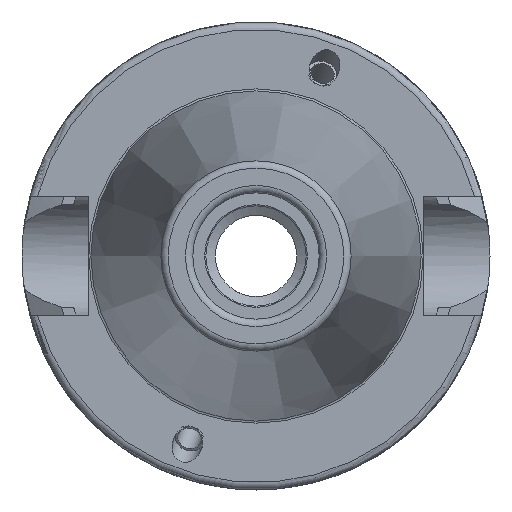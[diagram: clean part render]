
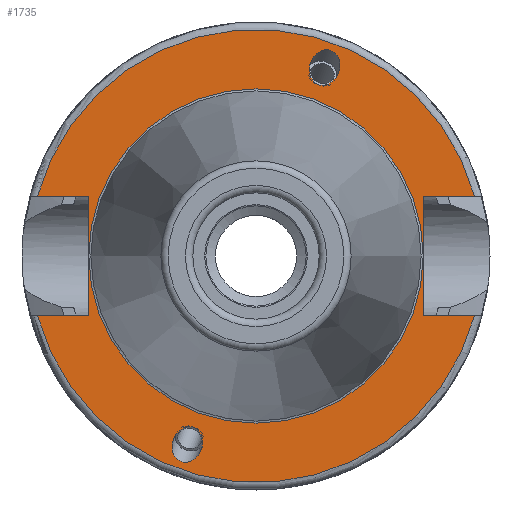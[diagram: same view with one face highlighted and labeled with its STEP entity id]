
A CAD part, left-side view. The second image highlights one B-rep face of the part: STEP entity #1735.
In plain terms, the highlighted planar face has unit normal (-1, 0, 0).
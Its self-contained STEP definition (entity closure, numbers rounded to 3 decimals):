
#27=ELLIPSE('',#1905,2.442,2.);
#36=ELLIPSE('',#1933,2.442,2.);
#55=PLANE('',#2010);
#90=FACE_BOUND('',#336,.T.);
#91=FACE_BOUND('',#337,.T.);
#92=FACE_BOUND('',#338,.T.);
#232=FACE_OUTER_BOUND('',#335,.T.);
#335=EDGE_LOOP('',(#1589,#1590,#1591,#1592,#1593,#1594,#1595,#1596));
#336=EDGE_LOOP('',(#1597));
#337=EDGE_LOOP('',(#1598));
#338=EDGE_LOOP('',(#1599,#1600));
#387=LINE('',#3166,#457);
#391=LINE('',#3174,#461);
#394=LINE('',#3194,#464);
#405=LINE('',#3296,#475);
#408=LINE('',#3317,#478);
#410=LINE('',#3320,#480);
#457=VECTOR('',#2425,10.);
#461=VECTOR('',#2431,10.);
#464=VECTOR('',#2436,10.);
#475=VECTOR('',#2493,10.);
#478=VECTOR('',#2498,10.);
#480=VECTOR('',#2502,10.);
#603=CIRCLE('',#1963,30.5);
#632=CIRCLE('',#2008,22.5);
#633=CIRCLE('',#2009,22.5);
#634=CIRCLE('',#2011,30.5);
#732=VERTEX_POINT('',#2986);
#752=VERTEX_POINT('',#3077);
#771=VERTEX_POINT('',#3154);
#772=VERTEX_POINT('',#3165);
#774=VERTEX_POINT('',#3171);
#775=VERTEX_POINT('',#3173);
#791=VERTEX_POINT('',#3256);
#798=VERTEX_POINT('',#3293);
#799=VERTEX_POINT('',#3295);
#803=VERTEX_POINT('',#3316);
#827=VERTEX_POINT('',#3388);
#828=VERTEX_POINT('',#3390);
#958=EDGE_CURVE('',#732,#732,#27,.T.);
#986=EDGE_CURVE('',#752,#752,#36,.T.);
#1008=EDGE_CURVE('',#772,#771,#387,.T.);
#1012=EDGE_CURVE('',#775,#774,#391,.T.);
#1017=EDGE_CURVE('',#774,#772,#394,.T.);
#1038=EDGE_CURVE('',#775,#791,#603,.T.);
#1048=EDGE_CURVE('',#799,#798,#405,.T.);
#1053=EDGE_CURVE('',#803,#791,#408,.T.);
#1055=EDGE_CURVE('',#798,#803,#410,.T.);
#1089=EDGE_CURVE('',#828,#827,#632,.T.);
#1090=EDGE_CURVE('',#827,#828,#633,.T.);
#1091=EDGE_CURVE('',#799,#771,#634,.T.);
#1589=ORIENTED_EDGE('',*,*,#1008,.T.);
#1590=ORIENTED_EDGE('',*,*,#1091,.F.);
#1591=ORIENTED_EDGE('',*,*,#1048,.T.);
#1592=ORIENTED_EDGE('',*,*,#1055,.T.);
#1593=ORIENTED_EDGE('',*,*,#1053,.T.);
#1594=ORIENTED_EDGE('',*,*,#1038,.F.);
#1595=ORIENTED_EDGE('',*,*,#1012,.T.);
#1596=ORIENTED_EDGE('',*,*,#1017,.T.);
#1597=ORIENTED_EDGE('',*,*,#958,.T.);
#1598=ORIENTED_EDGE('',*,*,#986,.T.);
#1599=ORIENTED_EDGE('',*,*,#1089,.T.);
#1600=ORIENTED_EDGE('',*,*,#1090,.T.);
#1735=ADVANCED_FACE('',(#232,#90,#91,#92),#55,.T.);
#1905=AXIS2_PLACEMENT_3D('',#2988,#2335,#2336);
#1933=AXIS2_PLACEMENT_3D('',#3079,#2398,#2399);
#1963=AXIS2_PLACEMENT_3D('',#3257,#2480,#2481);
#2008=AXIS2_PLACEMENT_3D('',#3391,#2587,#2588);
#2009=AXIS2_PLACEMENT_3D('',#3392,#2589,#2590);
#2010=AXIS2_PLACEMENT_3D('',#3393,#2591,#2592);
#2011=AXIS2_PLACEMENT_3D('',#3394,#2593,#2594);
#2335=DIRECTION('center_axis',(1.,0.,0.));
#2336=DIRECTION('ref_axis',(0.,-0.342,0.94));
#2398=DIRECTION('center_axis',(1.,0.,0.));
#2399=DIRECTION('ref_axis',(0.,0.342,-0.94));
#2425=DIRECTION('',(0.,-1.,0.));
#2431=DIRECTION('',(0.,1.,0.));
#2436=DIRECTION('',(0.,0.,1.));
#2480=DIRECTION('center_axis',(1.,0.,0.));
#2481=DIRECTION('ref_axis',(0.,0.,-1.));
#2493=DIRECTION('',(0.,-1.,0.));
#2498=DIRECTION('',(0.,1.,0.));
#2502=DIRECTION('',(0.,0.,-1.));
#2587=DIRECTION('center_axis',(1.,0.,0.));
#2588=DIRECTION('ref_axis',(0.,0.,-1.));
#2589=DIRECTION('center_axis',(1.,0.,0.));
#2590=DIRECTION('ref_axis',(0.,0.,-1.));
#2591=DIRECTION('center_axis',(-1.,0.,0.));
#2592=DIRECTION('ref_axis',(0.,0.,1.));
#2593=DIRECTION('center_axis',(1.,0.,0.));
#2594=DIRECTION('ref_axis',(0.,0.,-1.));
#2986=CARTESIAN_POINT('',(2.,-8.399,23.077));
#2988=CARTESIAN_POINT('Origin',(2.,-9.235,25.372));
#3077=CARTESIAN_POINT('',(2.,8.399,-23.077));
#3079=CARTESIAN_POINT('Origin',(2.,9.235,-25.372));
#3154=CARTESIAN_POINT('',(2.,-29.418,8.05));
#3165=CARTESIAN_POINT('',(2.,-22.6,8.05));
#3166=CARTESIAN_POINT('',(2.,3.95,8.05));
#3171=CARTESIAN_POINT('',(2.,-22.6,-8.05));
#3173=CARTESIAN_POINT('',(2.,-29.418,-8.05));
#3174=CARTESIAN_POINT('',(2.,3.95,-8.05));
#3194=CARTESIAN_POINT('',(2.,-22.6,0.));
#3256=CARTESIAN_POINT('',(2.,29.418,-8.05));
#3257=CARTESIAN_POINT('Origin',(2.,0.,0.));
#3293=CARTESIAN_POINT('',(2.,22.6,8.05));
#3295=CARTESIAN_POINT('',(2.,29.418,8.05));
#3296=CARTESIAN_POINT('',(2.,26.55,8.05));
#3316=CARTESIAN_POINT('',(2.,22.6,-8.05));
#3317=CARTESIAN_POINT('',(2.,26.55,-8.05));
#3320=CARTESIAN_POINT('',(2.,22.6,0.));
#3388=CARTESIAN_POINT('',(2.,0.,22.5));
#3390=CARTESIAN_POINT('',(2.,22.5,0.));
#3391=CARTESIAN_POINT('Origin',(2.,0.,0.));
#3392=CARTESIAN_POINT('Origin',(2.,0.,0.));
#3393=CARTESIAN_POINT('Origin',(2.,30.5,0.));
#3394=CARTESIAN_POINT('Origin',(2.,0.,0.));
